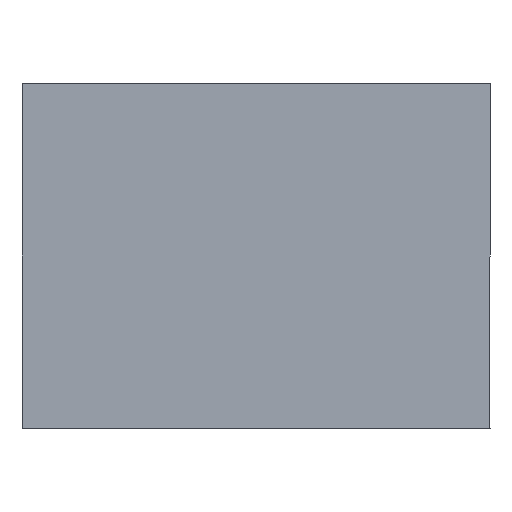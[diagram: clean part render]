
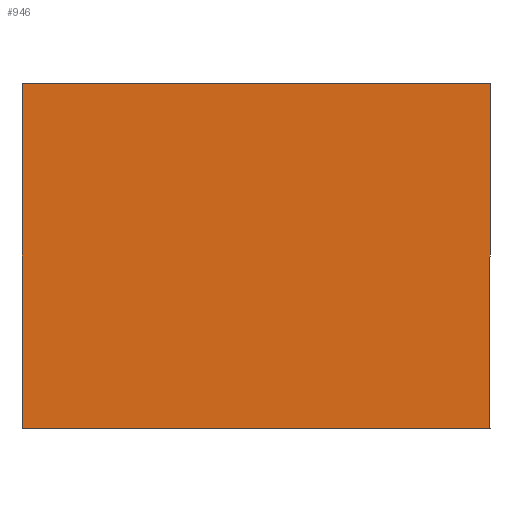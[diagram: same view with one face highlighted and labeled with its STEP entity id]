
A CAD part, left-side view. The second image highlights one B-rep face of the part: STEP entity #946.
In plain terms, the highlighted planar face has unit normal (-1, 0, 0).
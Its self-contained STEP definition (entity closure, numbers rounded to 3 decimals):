
#11 = EDGE_CURVE ( 'NONE', #1098, #621, #695, .T. ) ;
#30 = EDGE_CURVE ( 'NONE', #1098, #1155, #120, .T. ) ;
#93 = CARTESIAN_POINT ( 'NONE',  ( -9.24, -5.804, 6. ) ) ;
#99 = DIRECTION ( 'NONE',  ( 0., -1., 0. ) ) ;
#119 = VECTOR ( 'NONE', #580, 1000. ) ;
#120 = LINE ( 'NONE', #577, #119 ) ;
#166 = ORIENTED_EDGE ( 'NONE', *, *, #382, .F. ) ;
#167 = ORIENTED_EDGE ( 'NONE', *, *, #983, .F. ) ;
#233 = LINE ( 'NONE', #1186, #267 ) ;
#267 = VECTOR ( 'NONE', #1190, 1000. ) ;
#277 = FACE_OUTER_BOUND ( 'NONE', #861, .T. ) ;
#343 = LINE ( 'NONE', #1344, #345 ) ;
#345 = VECTOR ( 'NONE', #844, 1000. ) ;
#382 = EDGE_CURVE ( 'NONE', #611, #1155, #233, .T. ) ;
#456 = CARTESIAN_POINT ( 'NONE',  ( -9.24, 10.88, 6. ) ) ;
#462 = CARTESIAN_POINT ( 'NONE',  ( -9.24, 10.88, -2. ) ) ;
#577 = CARTESIAN_POINT ( 'NONE',  ( -9.24, 10.88, 6. ) ) ;
#580 = DIRECTION ( 'NONE',  ( 0., 0., -1. ) ) ;
#611 = VERTEX_POINT ( 'NONE', #737 ) ;
#621 = VERTEX_POINT ( 'NONE', #701 ) ;
#689 = VECTOR ( 'NONE', #99, 1000. ) ;
#695 = LINE ( 'NONE', #93, #689 ) ;
#701 = CARTESIAN_POINT ( 'NONE',  ( -9.24, 0., 6. ) ) ;
#737 = CARTESIAN_POINT ( 'NONE',  ( -9.24, 0., -2. ) ) ;
#789 = DIRECTION ( 'NONE',  ( 0., 0., -1. ) ) ;
#792 = PLANE ( 'NONE',  #920 ) ;
#793 = DIRECTION ( 'NONE',  ( 1., 0., 0. ) ) ;
#821 = CARTESIAN_POINT ( 'NONE',  ( -9.24, -5.804, 6. ) ) ;
#844 = DIRECTION ( 'NONE',  ( 0., 0., -1. ) ) ;
#861 = EDGE_LOOP ( 'NONE', ( #1382, #166, #167, #1386 ) ) ;
#920 = AXIS2_PLACEMENT_3D ( 'NONE', #821, #793, #789 ) ;
#946 = ADVANCED_FACE ( 'NONE', ( #277 ), #792, .F. ) ;
#983 = EDGE_CURVE ( 'NONE', #621, #611, #343, .T. ) ;
#1098 = VERTEX_POINT ( 'NONE', #456 ) ;
#1155 = VERTEX_POINT ( 'NONE', #462 ) ;
#1186 = CARTESIAN_POINT ( 'NONE',  ( -9.24, 10.88, -2. ) ) ;
#1190 = DIRECTION ( 'NONE',  ( 0., 1., 0. ) ) ;
#1344 = CARTESIAN_POINT ( 'NONE',  ( -9.24, 0., 6. ) ) ;
#1382 = ORIENTED_EDGE ( 'NONE', *, *, #30, .T. ) ;
#1386 = ORIENTED_EDGE ( 'NONE', *, *, #11, .F. ) ;
